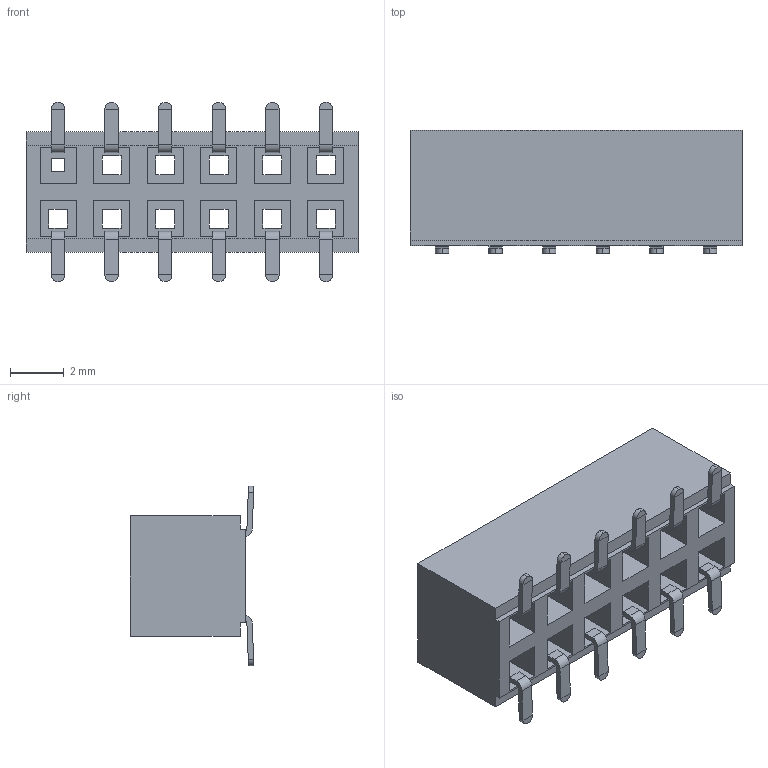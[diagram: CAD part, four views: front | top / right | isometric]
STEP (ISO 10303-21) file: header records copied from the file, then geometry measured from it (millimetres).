
FILE_DESCRIPTION (( 'STEP AP214' ), '1' );
FILE_NAME ('User Library-female_header_a-bl200-dg-g12mp1.STEP', '2020-02-05T12:48:28', ( '' ), ( '' ), 'SwSTEP 2.0', 'SolidWorks 2019', '' );
FILE_SCHEMA (( 'AUTOMOTIVE_DESIGN' ));
Length unit declared in the file: millimetre
Products named in the file (1): User Library-female_header_a-bl200-dg-g12mp1
Bounding box: 12.4 x 4.6 x 6.7 mm (x, y, z)
Volume: 152.5 mm3; surface area: 541.1 mm2
Topology: 1 solids, 1 shells, 351 faces, 996 edges, 648 vertices
Faces by surface type: plane 291, cylinder 60
Entity records: 13217 total; most frequent: CARTESIAN_POINT 1996, ORIENTED_EDGE 1992, DIRECTION 1820, EDGE_CURVE 996, LINE 876, VECTOR 876, VERTEX_POINT 648, AXIS2_PLACEMENT_3D 472
